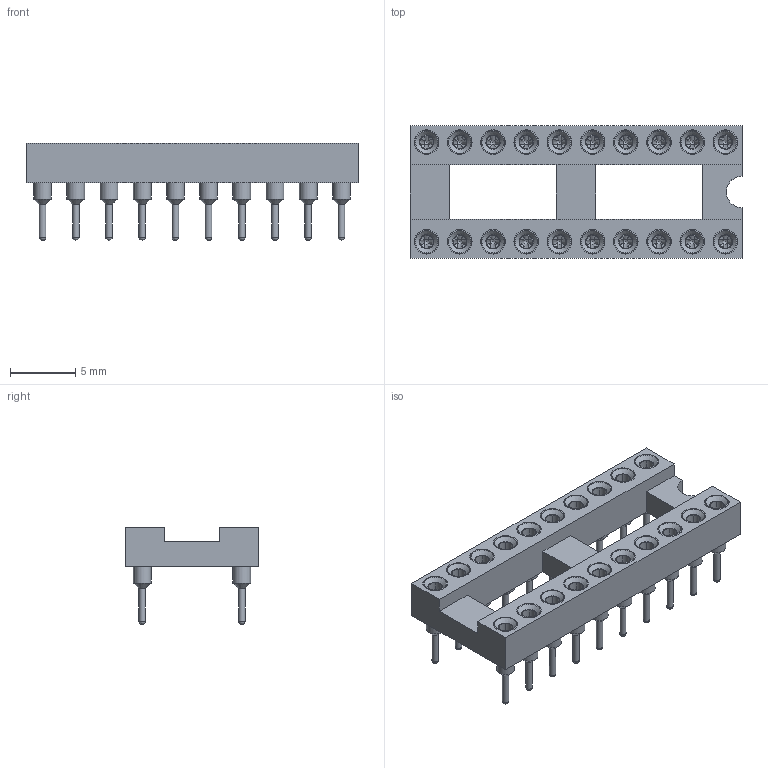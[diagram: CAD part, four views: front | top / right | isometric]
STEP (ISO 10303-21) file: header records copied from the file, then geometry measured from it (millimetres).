
FILE_DESCRIPTION( ('This file contains a STEP AP42 implementation' ,'as created by ZW3D STEP Interface translator.') ,'2;1' );
FILE_NAME( '7110-30120SXX074X1.stp' ,'231219.102717', (''), ('ZWCAD Software Co.'), 'Version 1.0', 'ZW3D to STEP translator', '' );
FILE_SCHEMA(('AUTOMOTIVE_DESIGN { 1 0 10303 214 1 1 1 1 }'));
Length unit declared in the file: millimetre
Products named in the file (1): 0
Bounding box: 25.4 x 10.16 x 7.43 mm (x, y, z)
Volume: 483.1 mm3; surface area: 1861.6 mm2
Topology: 1 solids, 21 shells, 1138 faces, 2868 edges, 1830 vertices
Faces by surface type: plane 378, cylinder 361, cone 240, bspline 139, sphere 20
Full cylindrical faces by diameter (mm): 0.5 x20, 1.1 x20, 1.35 x40, 1.465 x40, 1.8 x20, 1.88 x20
Entity records: 42195 total; most frequent: CARTESIAN_POINT 16316, ORIENTED_EDGE 5656, DIRECTION 4222, EDGE_CURVE 2828, VERTEX_POINT 1830, AXIS2_PLACEMENT_3D 1665, EDGE_LOOP 1280, B_SPLINE_CURVE_WITH_KNOTS 1271
